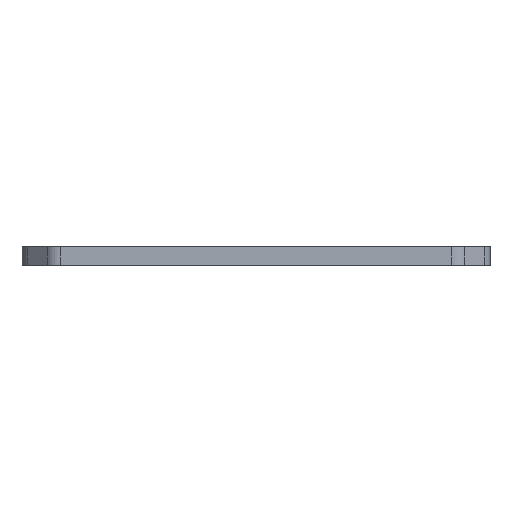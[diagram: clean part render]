
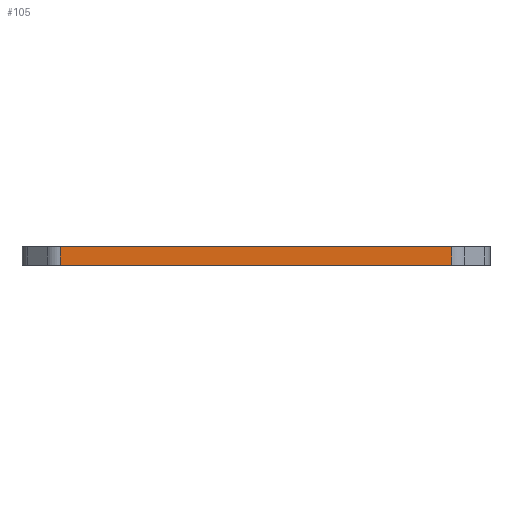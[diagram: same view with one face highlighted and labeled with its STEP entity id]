
A CAD part, front view. The second image highlights one B-rep face of the part: STEP entity #105.
In plain terms, the highlighted planar face has unit normal (0, -1, 0).
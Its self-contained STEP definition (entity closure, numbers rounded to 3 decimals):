
#52 = AXIS2_PLACEMENT_3D ( 'NONE', #1281, #412, #1621 ) ;
#105 = ADVANCED_FACE ( 'NONE', ( #616 ), #1634, .F. ) ;
#231 = CARTESIAN_POINT ( 'NONE',  ( -31.857, -59.654, -3. ) ) ;
#273 = EDGE_CURVE ( 'NONE', #1248, #641, #1594, .T. ) ;
#327 = VECTOR ( 'NONE', #1234, 1000. ) ;
#365 = ORIENTED_EDGE ( 'NONE', *, *, #273, .T. ) ;
#366 = ORIENTED_EDGE ( 'NONE', *, *, #827, .T. ) ;
#372 = ORIENTED_EDGE ( 'NONE', *, *, #1355, .T. ) ;
#411 = LINE ( 'NONE', #1440, #327 ) ;
#412 = DIRECTION ( 'NONE',  ( 0., 1., 0. ) ) ;
#498 = EDGE_LOOP ( 'NONE', ( #1715, #365, #372, #366 ) ) ;
#610 = VERTEX_POINT ( 'NONE', #963 ) ;
#616 = FACE_OUTER_BOUND ( 'NONE', #498, .T. ) ;
#632 = LINE ( 'NONE', #1240, #1453 ) ;
#641 = VERTEX_POINT ( 'NONE', #231 ) ;
#827 = EDGE_CURVE ( 'NONE', #610, #1895, #411, .T. ) ;
#963 = CARTESIAN_POINT ( 'NONE',  ( 31.857, -59.654, -3. ) ) ;
#1234 = DIRECTION ( 'NONE',  ( 0., 0., 1. ) ) ;
#1240 = CARTESIAN_POINT ( 'NONE',  ( 38.1, -59.654, -3. ) ) ;
#1248 = VERTEX_POINT ( 'NONE', #2064 ) ;
#1266 = CARTESIAN_POINT ( 'NONE',  ( 0., -59.654, 0. ) ) ;
#1281 = CARTESIAN_POINT ( 'NONE',  ( 38.1, -59.654, 0. ) ) ;
#1355 = EDGE_CURVE ( 'NONE', #641, #610, #632, .T. ) ;
#1439 = VECTOR ( 'NONE', #2224, 1000. ) ;
#1440 = CARTESIAN_POINT ( 'NONE',  ( 31.857, -59.654, 0. ) ) ;
#1453 = VECTOR ( 'NONE', #2284, 1000. ) ;
#1491 = DIRECTION ( 'NONE',  ( 1., 0., 0. ) ) ;
#1594 = LINE ( 'NONE', #2075, #1439 ) ;
#1621 = DIRECTION ( 'NONE',  ( 0., 0., 1. ) ) ;
#1634 = PLANE ( 'NONE',  #52 ) ;
#1715 = ORIENTED_EDGE ( 'NONE', *, *, #2055, .F. ) ;
#1755 = CARTESIAN_POINT ( 'NONE',  ( 31.857, -59.654, 0. ) ) ;
#1768 = VECTOR ( 'NONE', #1491, 1000. ) ;
#1895 = VERTEX_POINT ( 'NONE', #1755 ) ;
#2055 = EDGE_CURVE ( 'NONE', #1248, #1895, #2254, .T. ) ;
#2064 = CARTESIAN_POINT ( 'NONE',  ( -31.857, -59.654, 0. ) ) ;
#2075 = CARTESIAN_POINT ( 'NONE',  ( -31.857, -59.654, -3. ) ) ;
#2224 = DIRECTION ( 'NONE',  ( 0., 0., -1. ) ) ;
#2254 = LINE ( 'NONE', #1266, #1768 ) ;
#2284 = DIRECTION ( 'NONE',  ( 1., 0., 0. ) ) ;
